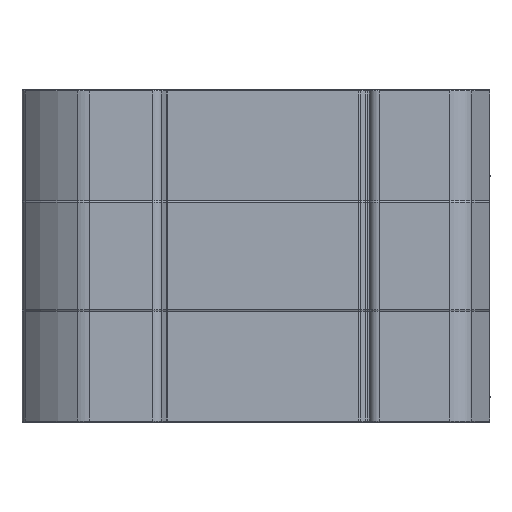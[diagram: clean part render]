
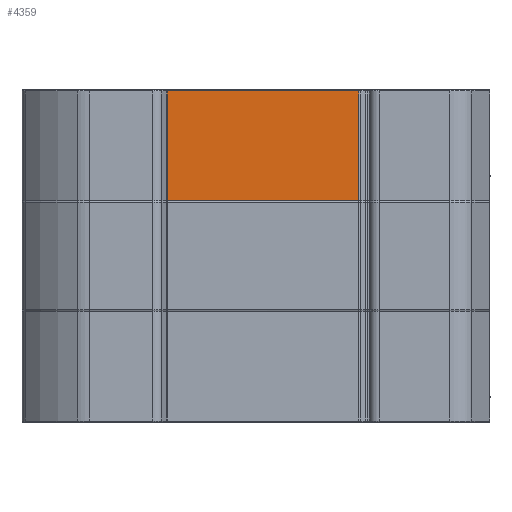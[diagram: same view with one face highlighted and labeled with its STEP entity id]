
A CAD part, front view. The second image highlights one B-rep face of the part: STEP entity #4359.
In plain terms, the highlighted planar face has unit normal (0, -1, 0).
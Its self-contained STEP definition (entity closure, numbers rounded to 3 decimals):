
#4359 = ADVANCED_FACE ( 'NONE', ( #42293 ), #21182, .F. ) ;
#16077 = CARTESIAN_POINT ( 'NONE',  ( 13.9, -47.654, 26.25 ) ) ;
#16078 = DIRECTION ( 'NONE',  ( 0., 0., -1. ) ) ;
#16085 = CARTESIAN_POINT ( 'NONE',  ( 13.9, -47.654, 26.05 ) ) ;
#16086 = DIRECTION ( 'NONE',  ( -1., 0., 0. ) ) ;
#16088 = CARTESIAN_POINT ( 'NONE',  ( -17.526, -47.654, 26.25 ) ) ;
#16089 = DIRECTION ( 'NONE',  ( 0., 0., -1. ) ) ;
#16091 = CARTESIAN_POINT ( 'NONE',  ( 13.9, -47.654, 8.75 ) ) ;
#16092 = DIRECTION ( 'NONE',  ( 1., 0., 0. ) ) ;
#18754 = CARTESIAN_POINT ( 'NONE',  ( -17.526, -47.654, 8.75 ) ) ;
#18755 = CARTESIAN_POINT ( 'NONE',  ( -17.526, -47.654, 26.05 ) ) ;
#18756 = CARTESIAN_POINT ( 'NONE',  ( 13.9, -47.654, 8.75 ) ) ;
#18757 = CARTESIAN_POINT ( 'NONE',  ( 13.9, -47.654, 26.05 ) ) ;
#21182 = PLANE ( 'NONE',  #44055 ) ;
#21184 = CARTESIAN_POINT ( 'NONE',  ( 13.9, -47.654, 26.25 ) ) ;
#21185 = DIRECTION ( 'NONE',  ( 0., 1., 0. ) ) ;
#21187 = DIRECTION ( 'NONE',  ( -1., 0., 0. ) ) ;
#26217 = VECTOR ( 'NONE', #16078, 1000. ) ;
#26219 = VECTOR ( 'NONE', #16086, 1000. ) ;
#26220 = VECTOR ( 'NONE', #16089, 1000. ) ;
#26221 = VECTOR ( 'NONE', #16092, 1000. ) ;
#29413 = LINE ( 'NONE', #16077, #26217 ) ;
#29415 = LINE ( 'NONE', #16085, #26219 ) ;
#29416 = LINE ( 'NONE', #16088, #26220 ) ;
#29418 = LINE ( 'NONE', #16091, #26221 ) ;
#29609 = EDGE_CURVE ( 'NONE', #39869, #39868, #29413, .T. ) ;
#29613 = EDGE_CURVE ( 'NONE', #39869, #39867, #29415, .T. ) ;
#29616 = EDGE_CURVE ( 'NONE', #39867, #39866, #29416, .T. ) ;
#29618 = EDGE_CURVE ( 'NONE', #39866, #39868, #29418, .T. ) ;
#37127 = ORIENTED_EDGE ( 'NONE', *, *, #29609, .F. ) ;
#37128 = ORIENTED_EDGE ( 'NONE', *, *, #29616, .T. ) ;
#37129 = ORIENTED_EDGE ( 'NONE', *, *, #29613, .T. ) ;
#37130 = ORIENTED_EDGE ( 'NONE', *, *, #29618, .T. ) ;
#39866 = VERTEX_POINT ( 'NONE', #18754 ) ;
#39867 = VERTEX_POINT ( 'NONE', #18755 ) ;
#39868 = VERTEX_POINT ( 'NONE', #18756 ) ;
#39869 = VERTEX_POINT ( 'NONE', #18757 ) ;
#42293 = FACE_OUTER_BOUND ( 'NONE', #55545, .T. ) ;
#44055 = AXIS2_PLACEMENT_3D ( 'NONE', #21184, #21185, #21187 ) ;
#55545 = EDGE_LOOP ( 'NONE', ( #37127, #37129, #37128, #37130 ) ) ;
